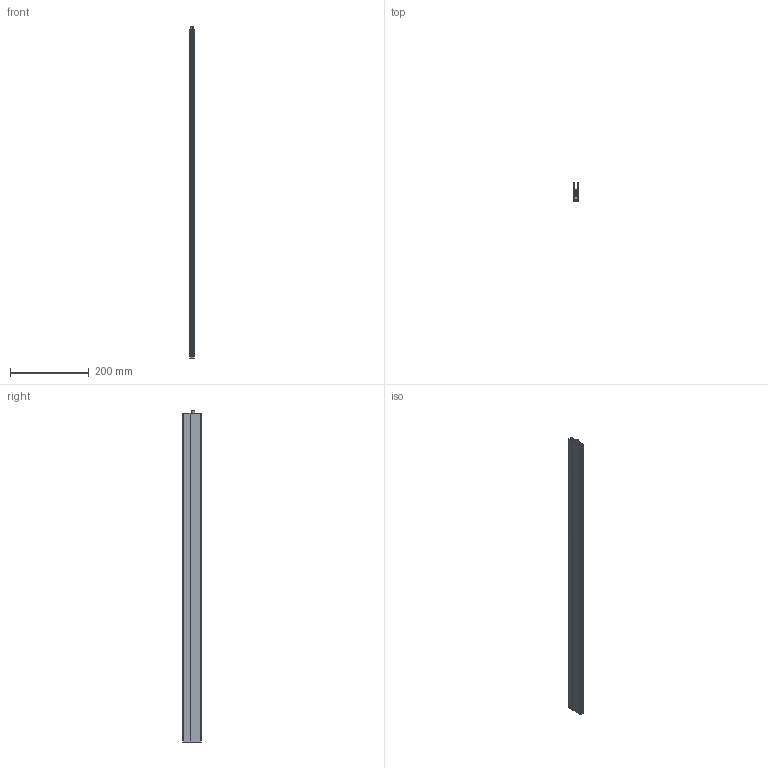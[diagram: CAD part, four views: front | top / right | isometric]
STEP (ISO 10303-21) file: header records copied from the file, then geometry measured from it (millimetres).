
FILE_DESCRIPTION (( 'STEP AP203' ), '1' );
FILE_NAME ('KG F8 schmal 834.STEP', '2025-03-05T16:24:27', ( '' ), ( '' ), 'SwSTEP 2.0', 'SolidWorks 2023', '' );
FILE_SCHEMA (( 'CONFIG_CONTROL_DESIGN' ));
Length unit declared in the file: millimetre
Products named in the file (5): Schutzprofil KG F8 schmal_834; Innengeometrie_WA_830; Aussengehäuse_WA_830; Betätigungsteil_WA; KG F8 schmal 834
Assembly tree (4 placements, depth 2):
  KG F8 schmal 834
    Schutzprofil KG F8 schmal_834
    Aussengehäuse_WA_830
    Betätigungsteil_WA
    Innengeometrie_WA_830
Bounding box: 11.5 x 46.01 x 842 mm (x, y, z)
Volume: 234082.5 mm3; surface area: 363850.1 mm2
Topology: 19 solids, 19 shells, 678 faces, 1912 edges, 1274 vertices
Faces by surface type: plane 336, bspline 290, cylinder 50, torus 2
Entity records: 36417 total; most frequent: CARTESIAN_POINT 20119, ORIENTED_EDGE 3824, DIRECTION 2228, EDGE_CURVE 1912, VERTEX_POINT 1274, VECTOR 1226, LINE 1226, EDGE_LOOP 760
